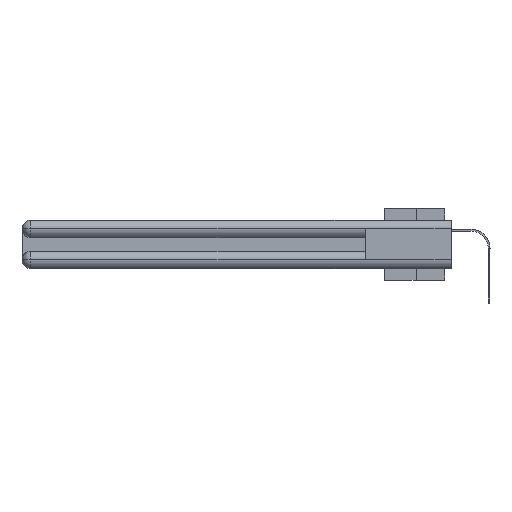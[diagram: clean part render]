
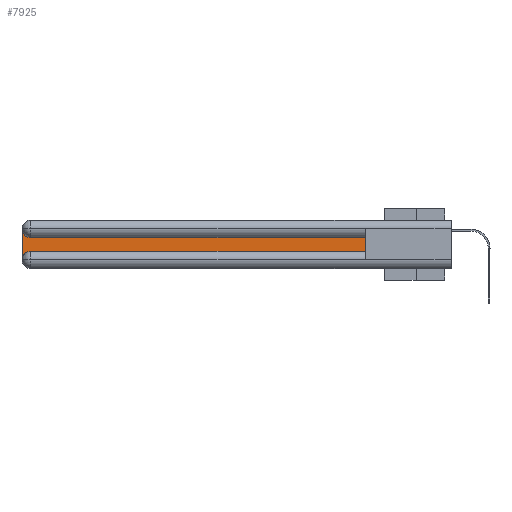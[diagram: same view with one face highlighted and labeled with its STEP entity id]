
A CAD part, left-side view. The second image highlights one B-rep face of the part: STEP entity #7925.
In plain terms, the highlighted planar face has unit normal (-1, 0, 0).
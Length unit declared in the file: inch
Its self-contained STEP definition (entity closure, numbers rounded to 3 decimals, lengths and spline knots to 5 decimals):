
#211 = EDGE_CURVE ( 'NONE', #14508, #8049, #5517, .T. ) ;
#457 = DIRECTION ( 'NONE',  ( 1., 0., 0. ) ) ;
#641 = CIRCLE ( 'NONE', #20219, 0.06 ) ;
#778 = DIRECTION ( 'NONE',  ( 0., 0., -1. ) ) ;
#2227 = CARTESIAN_POINT ( 'NONE',  ( 0.075, 0.6, -0.2175 ) ) ;
#4179 = EDGE_CURVE ( 'NONE', #19451, #11876, #30338, .T. ) ;
#4398 = VECTOR ( 'NONE', #8491, 39.37008 ) ;
#4595 = CARTESIAN_POINT ( 'NONE',  ( 0.075, 0.6, -0.1225 ) ) ;
#5420 = ORIENTED_EDGE ( 'NONE', *, *, #28777, .T. ) ;
#5517 = CIRCLE ( 'NONE', #18553, 0.06 ) ;
#5631 = EDGE_CURVE ( 'NONE', #7330, #19069, #641, .T. ) ;
#5948 = ORIENTED_EDGE ( 'NONE', *, *, #4179, .T. ) ;
#7330 = VERTEX_POINT ( 'NONE', #19940 ) ;
#7925 = ADVANCED_FACE ( 'NONE', ( #16241 ), #24068, .F. ) ;
#8049 = VERTEX_POINT ( 'NONE', #19658 ) ;
#8226 = AXIS2_PLACEMENT_3D ( 'NONE', #21518, #29346, #778 ) ;
#8491 = DIRECTION ( 'NONE',  ( 0., -1., 0. ) ) ;
#10121 = CARTESIAN_POINT ( 'NONE',  ( 0.075, 2.94, -0.0625 ) ) ;
#11427 = CARTESIAN_POINT ( 'NONE',  ( 0.075, 3., -0.2775 ) ) ;
#11876 = VERTEX_POINT ( 'NONE', #17368 ) ;
#12317 = EDGE_CURVE ( 'NONE', #11876, #7330, #19897, .T. ) ;
#13206 = ORIENTED_EDGE ( 'NONE', *, *, #12317, .T. ) ;
#13713 = DIRECTION ( 'NONE',  ( 0., 0., -1. ) ) ;
#14508 = VERTEX_POINT ( 'NONE', #11427 ) ;
#14875 = ORIENTED_EDGE ( 'NONE', *, *, #5631, .T. ) ;
#15337 = ORIENTED_EDGE ( 'NONE', *, *, #19584, .T. ) ;
#16241 = FACE_OUTER_BOUND ( 'NONE', #24461, .T. ) ;
#17248 = DIRECTION ( 'NONE',  ( 0., 0., -1. ) ) ;
#17368 = CARTESIAN_POINT ( 'NONE',  ( 0.075, 0.6, -0.1225 ) ) ;
#17758 = DIRECTION ( 'NONE',  ( 1., 0., 0. ) ) ;
#18553 = AXIS2_PLACEMENT_3D ( 'NONE', #26310, #457, #13713 ) ;
#19069 = VERTEX_POINT ( 'NONE', #30845 ) ;
#19451 = VERTEX_POINT ( 'NONE', #2227 ) ;
#19584 = EDGE_CURVE ( 'NONE', #8049, #19451, #29571, .T. ) ;
#19658 = CARTESIAN_POINT ( 'NONE',  ( 0.075, 2.94, -0.2175 ) ) ;
#19897 = LINE ( 'NONE', #4595, #33397 ) ;
#19940 = CARTESIAN_POINT ( 'NONE',  ( 0.075, 2.94, -0.1225 ) ) ;
#20219 = AXIS2_PLACEMENT_3D ( 'NONE', #10121, #17758, #17248 ) ;
#21232 = CARTESIAN_POINT ( 'NONE',  ( 0.075, 0.6, -0.2175 ) ) ;
#21518 = CARTESIAN_POINT ( 'NONE',  ( 0.075, 3., -0.1225 ) ) ;
#23011 = CARTESIAN_POINT ( 'NONE',  ( 0.075, 0.6, -0.2175 ) ) ;
#24068 = PLANE ( 'NONE',  #8226 ) ;
#24461 = EDGE_LOOP ( 'NONE', ( #13206, #14875, #5420, #29265, #15337, #5948 ) ) ;
#24787 = DIRECTION ( 'NONE',  ( 0., 0., -1. ) ) ;
#26310 = CARTESIAN_POINT ( 'NONE',  ( 0.075, 2.94, -0.2775 ) ) ;
#28777 = EDGE_CURVE ( 'NONE', #19069, #14508, #32806, .T. ) ;
#29265 = ORIENTED_EDGE ( 'NONE', *, *, #211, .T. ) ;
#29346 = DIRECTION ( 'NONE',  ( 1., 0., 0. ) ) ;
#29571 = LINE ( 'NONE', #21232, #4398 ) ;
#30275 = DIRECTION ( 'NONE',  ( 0., 1., 0. ) ) ;
#30338 = LINE ( 'NONE', #23011, #32724 ) ;
#30412 = CARTESIAN_POINT ( 'NONE',  ( 0.075, 3., -0.2175 ) ) ;
#30424 = VECTOR ( 'NONE', #24787, 39.37008 ) ;
#30845 = CARTESIAN_POINT ( 'NONE',  ( 0.075, 3., -0.0625 ) ) ;
#32724 = VECTOR ( 'NONE', #32736, 39.37008 ) ;
#32736 = DIRECTION ( 'NONE',  ( 0., 0., 1. ) ) ;
#32806 = LINE ( 'NONE', #30412, #30424 ) ;
#33397 = VECTOR ( 'NONE', #30275, 39.37008 ) ;
